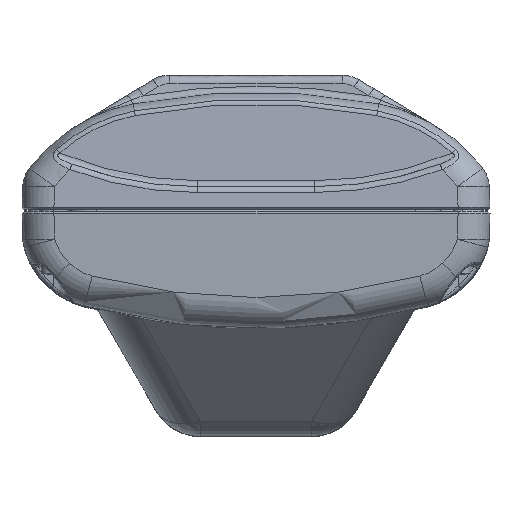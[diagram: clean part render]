
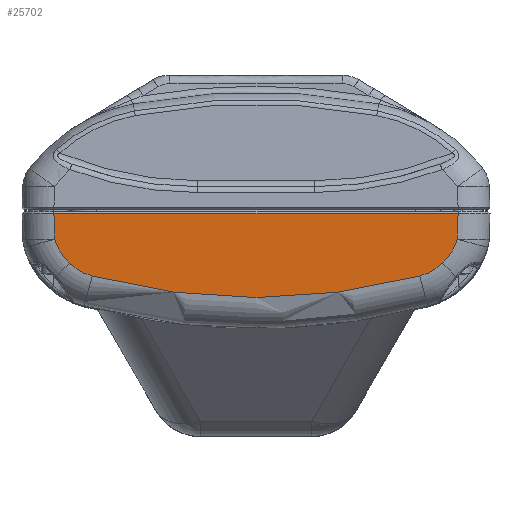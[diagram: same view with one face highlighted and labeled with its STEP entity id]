
A CAD part, top view. The second image highlights one B-rep face of the part: STEP entity #25702.
In plain terms, the highlighted face is planar.
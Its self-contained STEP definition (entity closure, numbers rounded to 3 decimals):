
#3971=DIRECTION('',(-0.035,0.999,0.035));
#3972=VECTOR('',#3971,0.475);
#3973=CARTESIAN_POINT('',(3.739,0.039,
-6.888));
#3974=LINE('',#3973,#3972);
#3975=CARTESIAN_POINT('',(2.775,0.246,
-6.881));
#3976=DIRECTION('',(0.,-0.035,0.999));
#3977=DIRECTION('',(0.962,0.272,0.009));
#3978=AXIS2_PLACEMENT_3D('',#3975,#3976,#3977);
#3980=CARTESIAN_POINT('',(2.775,0.247,
-6.881));
#3981=DIRECTION('',(0.,-0.035,0.999));
#3982=DIRECTION('',(0.692,0.722,0.025));
#3983=AXIS2_PLACEMENT_3D('',#3980,#3981,#3982);
#3985=CARTESIAN_POINT('',(0.,-10.103,
-7.243));
#3986=DIRECTION('',(0.,-0.035,0.999));
#3987=DIRECTION('',(0.259,0.965,0.034));
#3988=AXIS2_PLACEMENT_3D('',#3985,#3986,#3987);
#3990=CARTESIAN_POINT('',(-2.775,0.247,
-6.881));
#3991=DIRECTION('',(0.,-0.035,0.999));
#3992=DIRECTION('',(-0.259,0.965,0.034));
#3993=AXIS2_PLACEMENT_3D('',#3990,#3991,#3992);
#3995=CARTESIAN_POINT('',(-2.775,0.246,
-6.881));
#3996=DIRECTION('',(0.,-0.035,0.999));
#3997=DIRECTION('',(-0.691,0.722,0.025));
#3998=AXIS2_PLACEMENT_3D('',#3995,#3996,#3997);
#4000=DIRECTION('',(-0.035,-0.999,-0.035));
#4001=VECTOR('',#4000,0.475);
#4002=CARTESIAN_POINT('',(-3.723,0.514,
-6.872));
#4003=LINE('',#4002,#4001);
#4004=DIRECTION('',(-1.,0.,0.));
#4005=VECTOR('',#4004,7.478);
#4006=CARTESIAN_POINT('',(3.739,0.039,
-6.888));
#4007=LINE('',#4006,#4005);
#18482=CARTESIAN_POINT('',(-3.723,0.514,
-6.872));
#18483=VERTEX_POINT('',#18482);
#18484=CARTESIAN_POINT('',(-3.456,0.957,
-6.856));
#18485=VERTEX_POINT('',#18484);
#18494=CARTESIAN_POINT('',(-3.03,1.197,
-6.848));
#18495=VERTEX_POINT('',#18494);
#18496=CARTESIAN_POINT('',(3.739,0.039,
-6.888));
#18497=CARTESIAN_POINT('',(-3.739,0.039,
-6.888));
#18498=VERTEX_POINT('',#18496);
#18499=VERTEX_POINT('',#18497);
#18500=CARTESIAN_POINT('',(3.723,0.514,
-6.872));
#18501=VERTEX_POINT('',#18500);
#18502=CARTESIAN_POINT('',(3.456,0.957,
-6.856));
#18503=VERTEX_POINT('',#18502);
#18504=CARTESIAN_POINT('',(3.03,1.197,
-6.848));
#18505=VERTEX_POINT('',#18504);
#25681=CARTESIAN_POINT('',(-4.528,0.,-6.89));
#25682=DIRECTION('',(0.,-0.035,0.999));
#25683=DIRECTION('',(-1.,0.,0.));
#25684=AXIS2_PLACEMENT_3D('',#25681,#25682,#25683);
#25685=PLANE('',#25684);
#25687=ORIENTED_EDGE('',*,*,#25686,.F.);
#25689=ORIENTED_EDGE('',*,*,#25688,.T.);
#25691=ORIENTED_EDGE('',*,*,#25690,.T.);
#25693=ORIENTED_EDGE('',*,*,#25692,.T.);
#25695=ORIENTED_EDGE('',*,*,#25694,.T.);
#25696=ORIENTED_EDGE('',*,*,#25673,.T.);
#25697=ORIENTED_EDGE('',*,*,#25523,.T.);
#25699=ORIENTED_EDGE('',*,*,#25698,.T.);
#25700=EDGE_LOOP('',(#25687,#25689,#25691,#25693,#25695,#25696,#25697,#25699));
#25701=FACE_OUTER_BOUND('',#25700,.F.);
#25702=ADVANCED_FACE('',(#25701),#25685,.F.);
#3979=CIRCLE('',#3978,0.985);
#3984=CIRCLE('',#3983,0.984);
#3989=CIRCLE('',#3988,11.706);
#3994=CIRCLE('',#3993,0.984);
#3999=CIRCLE('',#3998,0.985);
#25523=EDGE_CURVE('',#18485,#18483,#3999,.T.);
#25673=EDGE_CURVE('',#18495,#18485,#3994,.T.);
#25686=EDGE_CURVE('',#18498,#18499,#4007,.T.);
#25688=EDGE_CURVE('',#18498,#18501,#3974,.T.);
#25690=EDGE_CURVE('',#18501,#18503,#3979,.T.);
#25692=EDGE_CURVE('',#18503,#18505,#3984,.T.);
#25694=EDGE_CURVE('',#18505,#18495,#3989,.T.);
#25698=EDGE_CURVE('',#18483,#18499,#4003,.T.);
